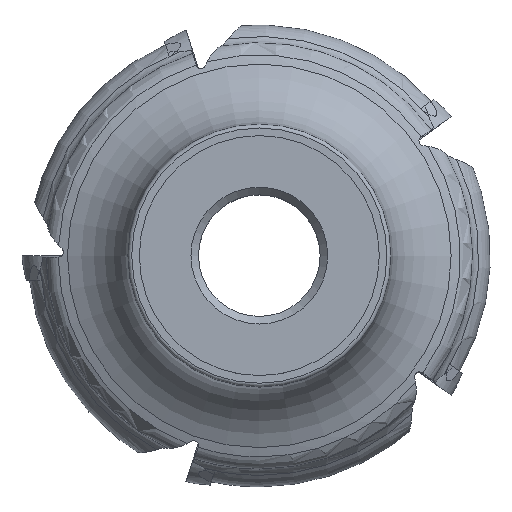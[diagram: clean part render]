
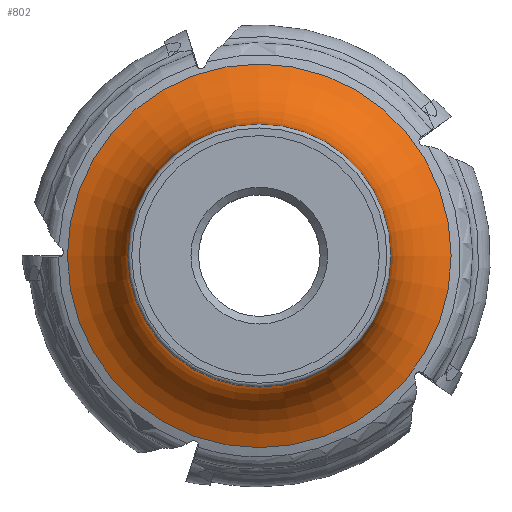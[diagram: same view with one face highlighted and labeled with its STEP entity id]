
A CAD part, top view. The second image highlights one B-rep face of the part: STEP entity #802.
In plain terms, the highlighted toroidal (fillet/blend) face has major radius 58.773 mm and minor radius 24.173 mm.
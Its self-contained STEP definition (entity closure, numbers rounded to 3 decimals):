
#409=TOROIDAL_SURFACE('',#5921,58.773,24.173);
#802=ADVANCED_FACE('',(#1253,#1254),#409,.F.);
#1253=FACE_BOUND('',#1424,.T.);
#1254=FACE_BOUND('',#1425,.T.);
#1424=EDGE_LOOP('',(#2735));
#1425=EDGE_LOOP('',(#2736));
#1751=CIRCLE('',#5805,50.506);
#1815=CIRCLE('',#5920,34.6);
#2735=ORIENTED_EDGE('',*,*,#4789,.T.);
#2736=ORIENTED_EDGE('',*,*,#4625,.F.);
#4085=VERTEX_POINT('',#8244);
#4204=VERTEX_POINT('',#9067);
#4625=EDGE_CURVE('',#4085,#4085,#1751,.T.);
#4789=EDGE_CURVE('',#4204,#4204,#1815,.T.);
#5805=AXIS2_PLACEMENT_3D('',#8243,#6495,#6496);
#5920=AXIS2_PLACEMENT_3D('',#9066,#6730,#6731);
#5921=AXIS2_PLACEMENT_3D('',#9068,#6732,#6733);
#6495=DIRECTION('',(0.,0.,-1.));
#6496=DIRECTION('',(0.,-1.,0.));
#6730=DIRECTION('',(0.,0.,-1.));
#6731=DIRECTION('',(0.,-1.,0.));
#6732=DIRECTION('',(0.,0.,-1.));
#6733=DIRECTION('',(0.,1.,0.));
#8243=CARTESIAN_POINT('',(0.,0.,-37.565));
#8244=CARTESIAN_POINT('',(0.,-50.506,-37.565));
#9066=CARTESIAN_POINT('',(0.,0.,-14.849));
#9067=CARTESIAN_POINT('',(0.,-34.6,-14.849));
#9068=CARTESIAN_POINT('',(0.,0.,-14.849));
